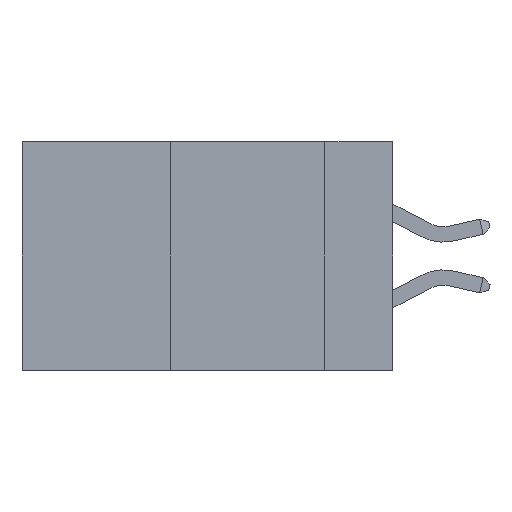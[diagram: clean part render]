
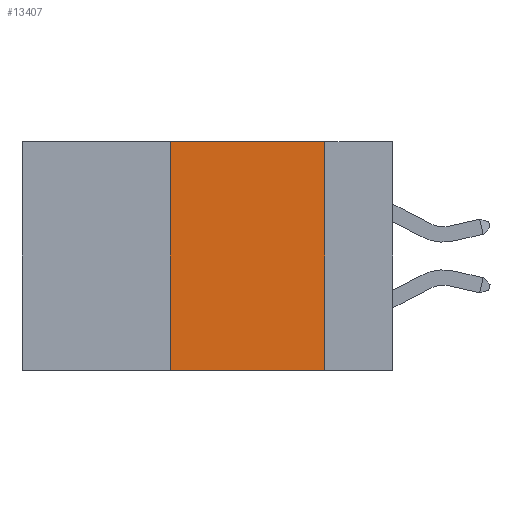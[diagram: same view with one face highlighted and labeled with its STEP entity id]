
A CAD part, left-side view. The second image highlights one B-rep face of the part: STEP entity #13407.
In plain terms, the highlighted planar face has unit normal (-1, 0, 0).
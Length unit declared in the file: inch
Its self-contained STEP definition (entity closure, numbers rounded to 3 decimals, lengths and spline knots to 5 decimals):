
#521 = EDGE_CURVE ( 'NONE', #5960, #9282, #18951, .T. ) ;
#939 = EDGE_CURVE ( 'NONE', #8003, #18834, #21647, .T. ) ;
#1231 = EDGE_CURVE ( 'NONE', #8003, #9282, #3143, .T. ) ;
#1999 = DIRECTION ( 'NONE',  ( 0., -1., 0. ) ) ;
#2313 = CARTESIAN_POINT ( 'NONE',  ( 0., 0.11, -0.37 ) ) ;
#3000 = CARTESIAN_POINT ( 'NONE',  ( 0., 0.6, -0.37 ) ) ;
#3143 = LINE ( 'NONE', #3000, #7561 ) ;
#4323 = CARTESIAN_POINT ( 'NONE',  ( 0., 0.6, 0. ) ) ;
#5064 = VECTOR ( 'NONE', #15657, 39.37008 ) ;
#5960 = VERTEX_POINT ( 'NONE', #8385 ) ;
#6042 = FACE_OUTER_BOUND ( 'NONE', #8276, .T. ) ;
#6289 = DIRECTION ( 'NONE',  ( 1., 0., 0. ) ) ;
#7561 = VECTOR ( 'NONE', #1999, 39.37008 ) ;
#8003 = VERTEX_POINT ( 'NONE', #20283 ) ;
#8276 = EDGE_LOOP ( 'NONE', ( #20806, #16234, #14328, #12834 ) ) ;
#8385 = CARTESIAN_POINT ( 'NONE',  ( 0., 0.11, 0. ) ) ;
#9029 = CARTESIAN_POINT ( 'NONE',  ( 0., 0.36, 0. ) ) ;
#9282 = VERTEX_POINT ( 'NONE', #2313 ) ;
#10262 = VECTOR ( 'NONE', #10783, 39.37008 ) ;
#10783 = DIRECTION ( 'NONE',  ( 0., -1., 0. ) ) ;
#12834 = ORIENTED_EDGE ( 'NONE', *, *, #1231, .T. ) ;
#13407 = ADVANCED_FACE ( 'NONE', ( #6042 ), #15083, .F. ) ;
#14328 = ORIENTED_EDGE ( 'NONE', *, *, #939, .F. ) ;
#14836 = LINE ( 'NONE', #17468, #10262 ) ;
#15083 = PLANE ( 'NONE',  #15234 ) ;
#15234 = AXIS2_PLACEMENT_3D ( 'NONE', #4323, #6289, #18404 ) ;
#15657 = DIRECTION ( 'NONE',  ( 0., 0., -1. ) ) ;
#15877 = EDGE_CURVE ( 'NONE', #18834, #5960, #14836, .T. ) ;
#16234 = ORIENTED_EDGE ( 'NONE', *, *, #15877, .F. ) ;
#17468 = CARTESIAN_POINT ( 'NONE',  ( 0., 0.6, 0. ) ) ;
#18404 = DIRECTION ( 'NONE',  ( 0., 0., -1. ) ) ;
#18519 = DIRECTION ( 'NONE',  ( 0., 0., 1. ) ) ;
#18834 = VERTEX_POINT ( 'NONE', #9029 ) ;
#18951 = LINE ( 'NONE', #21248, #5064 ) ;
#20283 = CARTESIAN_POINT ( 'NONE',  ( 0., 0.36, -0.37 ) ) ;
#20643 = VECTOR ( 'NONE', #18519, 39.37008 ) ;
#20806 = ORIENTED_EDGE ( 'NONE', *, *, #521, .F. ) ;
#21248 = CARTESIAN_POINT ( 'NONE',  ( 0., 0.11, 0. ) ) ;
#21473 = CARTESIAN_POINT ( 'NONE',  ( 0., 0.36, 0. ) ) ;
#21647 = LINE ( 'NONE', #21473, #20643 ) ;
